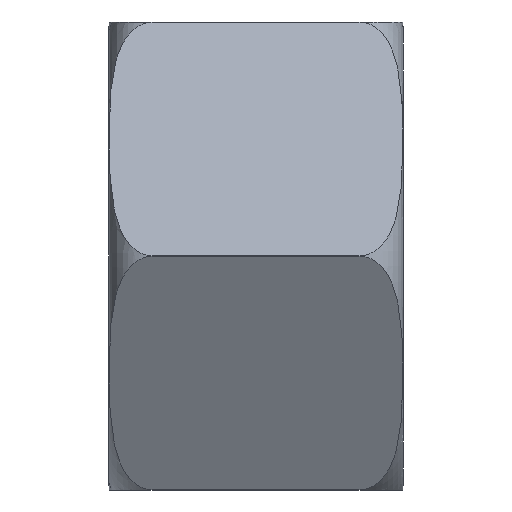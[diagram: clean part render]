
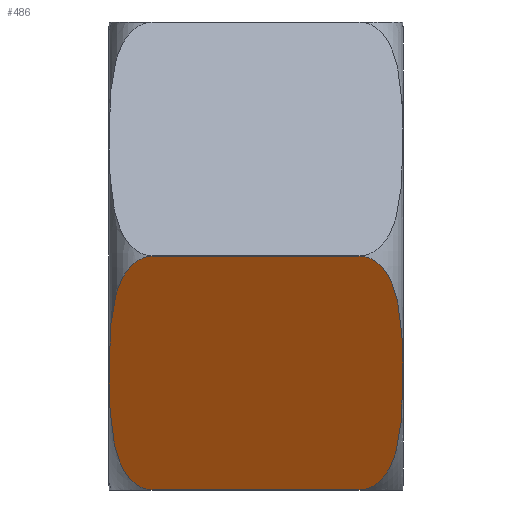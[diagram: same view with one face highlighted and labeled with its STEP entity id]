
A CAD part, front view. The second image highlights one B-rep face of the part: STEP entity #486.
In plain terms, the highlighted planar face has unit normal (0, -0.866, -0.5).
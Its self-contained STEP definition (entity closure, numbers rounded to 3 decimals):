
#127=FACE_OUTER_BOUND('',#801,.T.);
#243=LINE('',#3541,#357);
#253=LINE('',#3681,#367);
#357=VECTOR('',#2605,1.);
#367=VECTOR('',#2649,1.);
#486=ADVANCED_FACE('',(#127),#608,.T.);
#608=PLANE('',#2473);
#801=EDGE_LOOP('',(#1085,#1086,#1087,#1088));
#1085=ORIENTED_EDGE('',*,*,#1999,.T.);
#1086=ORIENTED_EDGE('',*,*,#1990,.T.);
#1087=ORIENTED_EDGE('',*,*,#1972,.T.);
#1088=ORIENTED_EDGE('',*,*,#2005,.T.);
#1732=VERTEX_POINT('',#3536);
#1734=VERTEX_POINT('',#3540);
#1751=VERTEX_POINT('',#3611);
#1754=VERTEX_POINT('',#3678);
#1972=EDGE_CURVE('',#1732,#1734,#243,.T.);
#1990=EDGE_CURVE('',#1751,#1732,#2320,.T.);
#1999=EDGE_CURVE('',#1754,#1751,#253,.T.);
#2005=EDGE_CURVE('',#1734,#1754,#2330,.T.);
#2320=B_SPLINE_CURVE_WITH_KNOTS('',3,(#3597,#3598,#3599,#3600,#3601,#3602,
#3603,#3604,#3605,#3606,#3607,#3608,#3609,#3610),.UNSPECIFIED.,.F.,.F.,
(4,2,2,2,2,2,4),(0.,0.125,0.25,0.5,0.75,0.875,1.),.UNSPECIFIED.);
#2330=B_SPLINE_CURVE_WITH_KNOTS('',3,(#3761,#3762,#3763,#3764,#3765,#3766,
#3767,#3768,#3769,#3770,#3771,#3772,#3773,#3774),.UNSPECIFIED.,.F.,.F.,
(4,2,2,2,2,2,4),(0.,0.125,0.25,0.5,0.75,0.875,1.),.UNSPECIFIED.);
#2473=AXIS2_PLACEMENT_3D('',#3790,#2672,#2673);
#2605=DIRECTION('',(1.,0.,0.));
#2649=DIRECTION('',(-1.,0.,0.));
#2672=DIRECTION('',(0.,-0.866,-0.5));
#2673=DIRECTION('',(0.,0.5,-0.866));
#3536=CARTESIAN_POINT('',(2.5,-7.804,-13.484));
#3540=CARTESIAN_POINT('',(14.5,-7.804,-13.484));
#3541=CARTESIAN_POINT('',(0.,-7.804,-13.484));
#3597=CARTESIAN_POINT('',(2.5,-15.579,-0.016));
#3598=CARTESIAN_POINT('',(1.755,-15.579,-0.016));
#3599=CARTESIAN_POINT('',(1.189,-15.251,-0.584));
#3600=CARTESIAN_POINT('',(0.538,-14.598,-1.715));
#3601=CARTESIAN_POINT('',(0.37,-14.236,-2.342));
#3602=CARTESIAN_POINT('',(0.042,-13.163,-4.2));
#3603=CARTESIAN_POINT('',(0.036,-12.431,-5.468));
#3604=CARTESIAN_POINT('',(0.035,-10.982,-7.979));
#3605=CARTESIAN_POINT('',(0.039,-10.257,-9.235));
#3606=CARTESIAN_POINT('',(0.356,-9.18,-11.1));
#3607=CARTESIAN_POINT('',(0.517,-8.813,-11.735));
#3608=CARTESIAN_POINT('',(1.173,-8.14,-12.901));
#3609=CARTESIAN_POINT('',(1.741,-7.804,-13.484));
#3610=CARTESIAN_POINT('',(2.5,-7.804,-13.484));
#3611=CARTESIAN_POINT('',(2.5,-15.579,-0.016));
#3678=CARTESIAN_POINT('',(14.5,-15.579,-0.016));
#3681=CARTESIAN_POINT('',(0.,-15.579,-0.016));
#3761=CARTESIAN_POINT('',(14.5,-7.804,-13.484));
#3762=CARTESIAN_POINT('',(15.245,-7.804,-13.484));
#3763=CARTESIAN_POINT('',(15.811,-8.132,-12.916));
#3764=CARTESIAN_POINT('',(16.462,-8.785,-11.785));
#3765=CARTESIAN_POINT('',(16.63,-9.146,-11.158));
#3766=CARTESIAN_POINT('',(16.958,-10.219,-9.3));
#3767=CARTESIAN_POINT('',(16.964,-10.951,-8.032));
#3768=CARTESIAN_POINT('',(16.965,-12.401,-5.521));
#3769=CARTESIAN_POINT('',(16.961,-13.126,-4.265));
#3770=CARTESIAN_POINT('',(16.644,-14.203,-2.4));
#3771=CARTESIAN_POINT('',(16.483,-14.569,-1.765));
#3772=CARTESIAN_POINT('',(15.827,-15.243,-0.599));
#3773=CARTESIAN_POINT('',(15.259,-15.579,-0.016));
#3774=CARTESIAN_POINT('',(14.5,-15.579,-0.016));
#3790=CARTESIAN_POINT('',(18.7,-7.794,-13.5));
